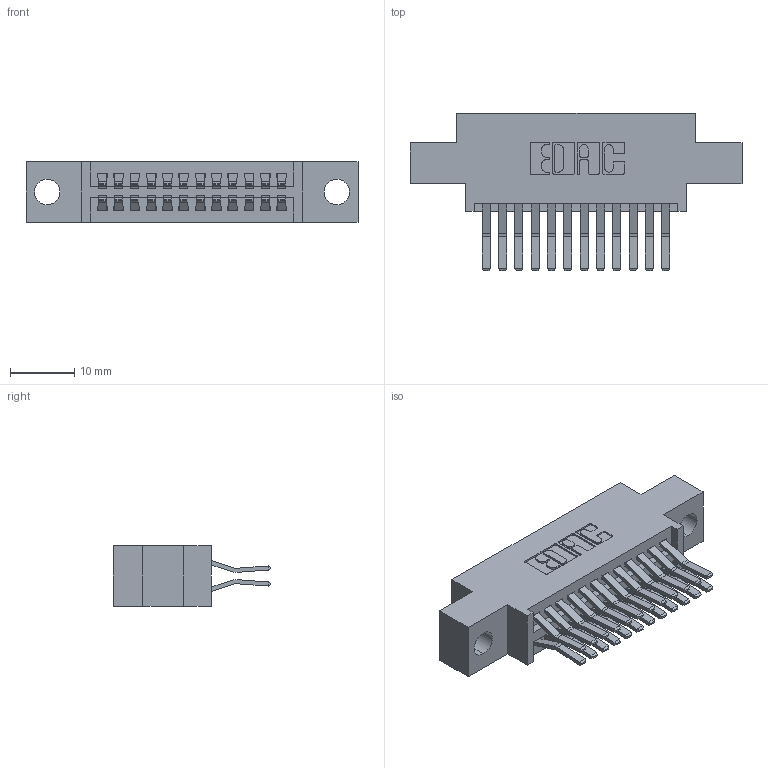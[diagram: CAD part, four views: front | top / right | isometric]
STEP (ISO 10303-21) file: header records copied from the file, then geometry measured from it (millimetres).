
FILE_DESCRIPTION (( 'STEP AP203' ), '1' );
FILE_NAME ('345-024-560-804.STEP', '2021-05-19T22:36:31', ( '' ), ( '' ), 'SwSTEP 2.0', 'SolidWorks 2020', '' );
FILE_SCHEMA (( 'CONFIG_CONTROL_DESIGN' ));
Length unit declared in the file: inch
Products named in the file (3): 345 Part_0.170 Offset - 0.156 Dia-TI; 345-024-560-804; 345-292-001_560 Tail
Assembly tree (25 placements, depth 2):
  345-024-560-804
    345 Part_0.170 Offset - 0.156 Dia-TI
    345-292-001_560 Tail  x24
Bounding box: 51.69 x 24.45 x 9.4 mm (x, y, z)
Volume: 4680.6 mm3; surface area: 6737.4 mm2
Topology: 25 solids, 25 shells, 1392 faces, 4109 edges, 2706 vertices
Faces by surface type: plane 890, cylinder 502
Entity records: 14093 total; most frequent: CARTESIAN_POINT 2398, ORIENTED_EDGE 2330, DIRECTION 2153, EDGE_CURVE 1165, LINE 981, VECTOR 981, VERTEX_POINT 774, AXIS2_PLACEMENT_3D 586
